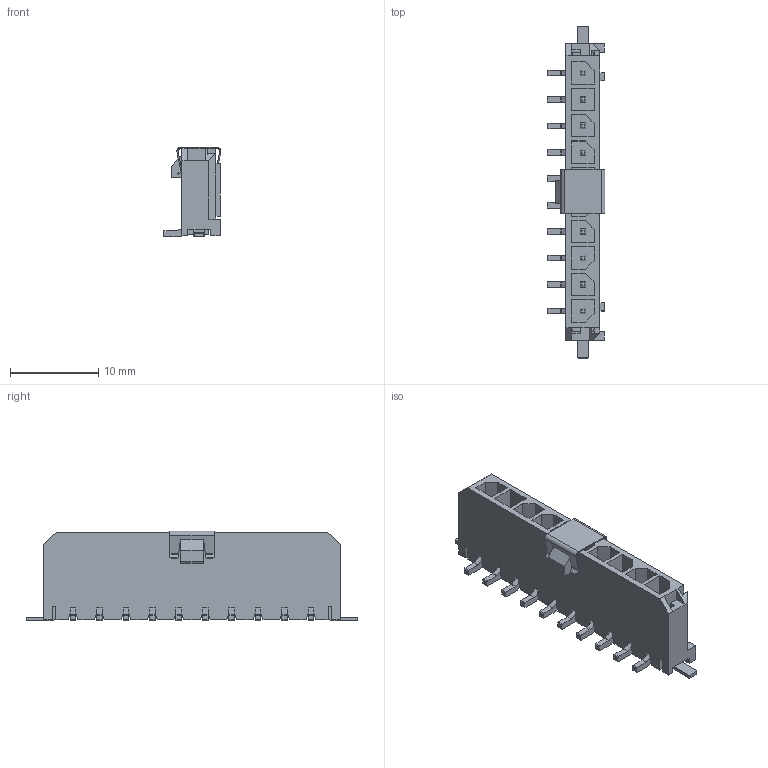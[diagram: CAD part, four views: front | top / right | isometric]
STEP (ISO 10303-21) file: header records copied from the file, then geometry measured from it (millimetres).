
FILE_DESCRIPTION(/* description */ ('Unknown'),/* implementation_level */ '2;1');
FILE_NAME(/* name */ 'J_Wurth_WR-MPC3_662310131824',/* time_stamp */ '2025-06-13T11:21:32+08:00',/* author */ ('Unknown'),/* organization */ ('Unknown'),/* preprocessor_version */ 'ST-DEVELOPER v19.4',/* originating_system */ 'Solid Edge',/* authorisation */ 'Unknown');
FILE_SCHEMA (('AUTOMOTIVE_DESIGN {1 0 10303 214 3 1 1}'));
Length unit declared in the file: millimetre
Products named in the file (2): J_Wurth_WR-MPC3_662310131824
Assembly tree (1 placements, depth 2):
  J_Wurth_WR-MPC3_662310131824
    J_Wurth_WR-MPC3_662310131824
Bounding box: 6.56 x 37.65 x 10.15 mm (x, y, z)
Volume: 818.3 mm3; surface area: 2410.6 mm2
Topology: 14 solids, 14 shells, 713 faces, 1938 edges, 1248 vertices
Faces by surface type: plane 606, cylinder 107
Entity records: 24235 total; most frequent: CARTESIAN_POINT 3901, ORIENTED_EDGE 3876, DIRECTION 3582, EDGE_CURVE 1938, LINE 1724, VECTOR 1724, VERTEX_POINT 1248, AXIS2_PLACEMENT_3D 929
